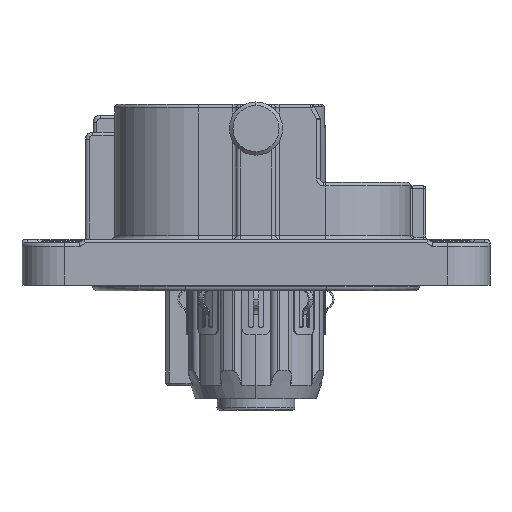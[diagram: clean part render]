
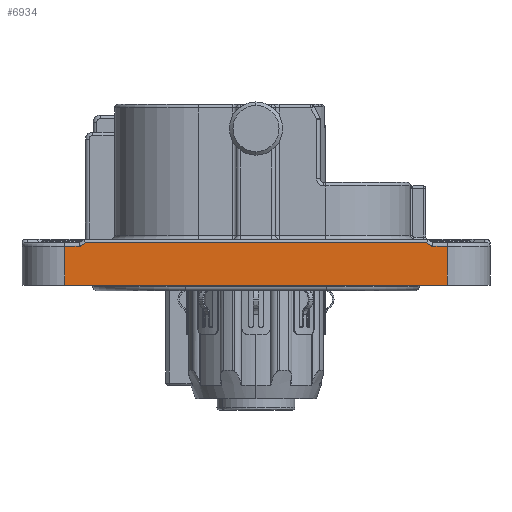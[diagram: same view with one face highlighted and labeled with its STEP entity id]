
A CAD part, left-side view. The second image highlights one B-rep face of the part: STEP entity #6934.
In plain terms, the highlighted planar face has unit normal (-1, 0, 0).
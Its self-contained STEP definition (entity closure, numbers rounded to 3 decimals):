
#465 = CARTESIAN_POINT ( 'NONE',  ( -31.8, -24.088, 6. ) ) ;
#4151 = CARTESIAN_POINT ( 'NONE',  ( -31.8, -24.795, 5.5 ) ) ;
#6934 = ADVANCED_FACE ( 'NONE', ( #44186 ), #41251, .F. ) ;
#7535 = CARTESIAN_POINT ( 'NONE',  ( -31.8, -27., 6.5 ) ) ;
#10205 = EDGE_CURVE ( 'NONE', #40151, #57848, #39089, .T. ) ;
#12035 = VERTEX_POINT ( 'NONE', #47252 ) ;
#14991 = DIRECTION ( 'NONE',  ( 0., 0., 1. ) ) ;
#15676 = DIRECTION ( 'NONE',  ( 0., 0.816, 0.577 ) ) ;
#16953 = VERTEX_POINT ( 'NONE', #4151 ) ;
#17507 = DIRECTION ( 'NONE',  ( 0., -1., 0. ) ) ;
#19651 = CARTESIAN_POINT ( 'NONE',  ( -31.8, 27., 5.5 ) ) ;
#20197 = EDGE_CURVE ( 'NONE', #46889, #12035, #54439, .T. ) ;
#20873 = EDGE_CURVE ( 'NONE', #71994, #76298, #71837, .T. ) ;
#26618 = DIRECTION ( 'NONE',  ( 0., 1., 0. ) ) ;
#27091 = DIRECTION ( 'NONE',  ( 0., 1., 0. ) ) ;
#29224 = LINE ( 'NONE', #95982, #64097 ) ;
#29282 = EDGE_CURVE ( 'NONE', #12035, #82915, #32281, .T. ) ;
#31883 = CARTESIAN_POINT ( 'NONE',  ( -31.8, 27., 6.5 ) ) ;
#32281 = LINE ( 'NONE', #7535, #69514 ) ;
#33106 = CARTESIAN_POINT ( 'NONE',  ( -31.8, -25.588, 5.5 ) ) ;
#35563 = CARTESIAN_POINT ( 'NONE',  ( -31.8, -33., 6. ) ) ;
#38070 = CARTESIAN_POINT ( 'NONE',  ( -31.8, -27., 5.5 ) ) ;
#39089 = LINE ( 'NONE', #35563, #80969 ) ;
#39372 = DIRECTION ( 'NONE',  ( 0., 0., -1. ) ) ;
#40151 = VERTEX_POINT ( 'NONE', #465 ) ;
#40590 = DIRECTION ( 'NONE',  ( 0., 1., 0. ) ) ;
#41251 = PLANE ( 'NONE',  #70232 ) ;
#44186 = FACE_OUTER_BOUND ( 'NONE', #63776, .T. ) ;
#44323 = CARTESIAN_POINT ( 'NONE',  ( -31.8, 24.088, 6. ) ) ;
#46889 = VERTEX_POINT ( 'NONE', #88321 ) ;
#47252 = CARTESIAN_POINT ( 'NONE',  ( -31.8, -27., 0. ) ) ;
#51038 = ORIENTED_EDGE ( 'NONE', *, *, #87764, .T. ) ;
#52374 = CARTESIAN_POINT ( 'NONE',  ( -31.8, -24.38, 5.793 ) ) ;
#54439 = LINE ( 'NONE', #61999, #76576 ) ;
#57828 = ORIENTED_EDGE ( 'NONE', *, *, #85512, .T. ) ;
#57848 = VERTEX_POINT ( 'NONE', #44323 ) ;
#58411 = LINE ( 'NONE', #31883, #95506 ) ;
#61999 = CARTESIAN_POINT ( 'NONE',  ( -31.8, -33., 0. ) ) ;
#63776 = EDGE_LOOP ( 'NONE', ( #68735, #90928, #57828, #65060, #51038, #66831, #72079, #92475 ) ) ;
#64097 = VECTOR ( 'NONE', #66844, 1000. ) ;
#64881 = VECTOR ( 'NONE', #40590, 1000. ) ;
#65060 = ORIENTED_EDGE ( 'NONE', *, *, #10205, .T. ) ;
#66831 = ORIENTED_EDGE ( 'NONE', *, *, #20873, .T. ) ;
#66844 = DIRECTION ( 'NONE',  ( 0., 0.816, -0.577 ) ) ;
#67233 = LINE ( 'NONE', #33106, #64881 ) ;
#68735 = ORIENTED_EDGE ( 'NONE', *, *, #29282, .T. ) ;
#69514 = VECTOR ( 'NONE', #14991, 1000. ) ;
#70232 = AXIS2_PLACEMENT_3D ( 'NONE', #85768, #71181, #26618 ) ;
#70782 = VECTOR ( 'NONE', #15676, 1000. ) ;
#71181 = DIRECTION ( 'NONE',  ( 1., 0., 0. ) ) ;
#71837 = LINE ( 'NONE', #19651, #86899 ) ;
#71994 = VERTEX_POINT ( 'NONE', #87401 ) ;
#72079 = ORIENTED_EDGE ( 'NONE', *, *, #87092, .T. ) ;
#76298 = VERTEX_POINT ( 'NONE', #89132 ) ;
#76576 = VECTOR ( 'NONE', #17507, 1000. ) ;
#80129 = DIRECTION ( 'NONE',  ( 0., 1., 0. ) ) ;
#80969 = VECTOR ( 'NONE', #80129, 1000. ) ;
#82915 = VERTEX_POINT ( 'NONE', #38070 ) ;
#85512 = EDGE_CURVE ( 'NONE', #16953, #40151, #90462, .T. ) ;
#85768 = CARTESIAN_POINT ( 'NONE',  ( -31.8, -33., 6.5 ) ) ;
#86899 = VECTOR ( 'NONE', #27091, 1000. ) ;
#87092 = EDGE_CURVE ( 'NONE', #76298, #46889, #58411, .T. ) ;
#87401 = CARTESIAN_POINT ( 'NONE',  ( -31.8, 24.795, 5.5 ) ) ;
#87764 = EDGE_CURVE ( 'NONE', #57848, #71994, #29224, .T. ) ;
#88321 = CARTESIAN_POINT ( 'NONE',  ( -31.8, 27., 0. ) ) ;
#89132 = CARTESIAN_POINT ( 'NONE',  ( -31.8, 27., 5.5 ) ) ;
#90462 = LINE ( 'NONE', #52374, #70782 ) ;
#90928 = ORIENTED_EDGE ( 'NONE', *, *, #94997, .T. ) ;
#92475 = ORIENTED_EDGE ( 'NONE', *, *, #20197, .T. ) ;
#94997 = EDGE_CURVE ( 'NONE', #82915, #16953, #67233, .T. ) ;
#95506 = VECTOR ( 'NONE', #39372, 1000. ) ;
#95982 = CARTESIAN_POINT ( 'NONE',  ( -31.8, 25.088, 5.293 ) ) ;
